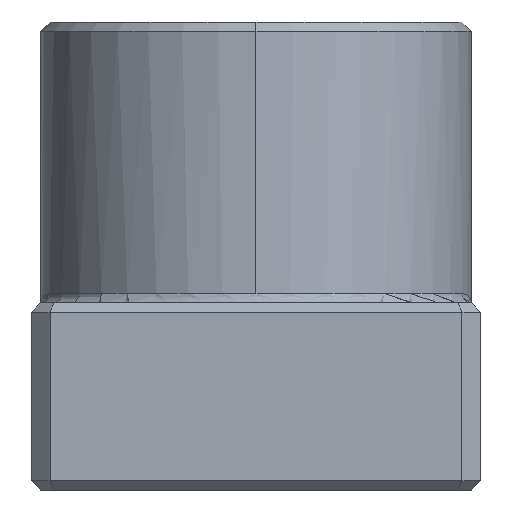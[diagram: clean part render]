
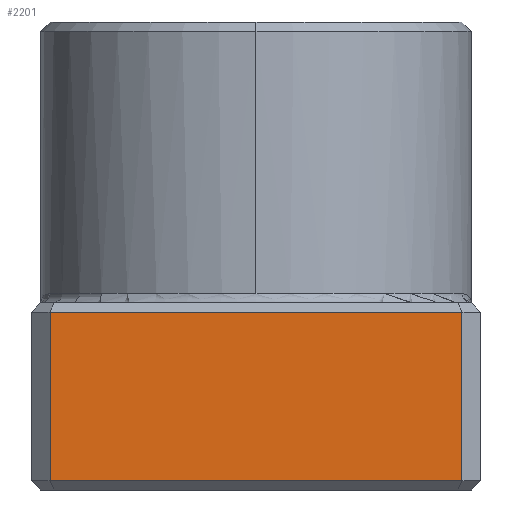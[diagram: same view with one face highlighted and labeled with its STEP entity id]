
A CAD part, left-side view. The second image highlights one B-rep face of the part: STEP entity #2201.
In plain terms, the highlighted planar face has unit normal (-1, 0, 0).
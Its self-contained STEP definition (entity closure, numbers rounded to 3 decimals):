
#77 = DIRECTION ( 'NONE',  ( 1., 0., 0. ) ) ;
#301 = CARTESIAN_POINT ( 'NONE',  ( -42., -22., 19. ) ) ;
#330 = CARTESIAN_POINT ( 'NONE',  ( -42., 22., 1. ) ) ;
#555 = VERTEX_POINT ( 'NONE', #330 ) ;
#680 = VERTEX_POINT ( 'NONE', #2959 ) ;
#737 = EDGE_CURVE ( 'NONE', #680, #555, #2344, .T. ) ;
#817 = ORIENTED_EDGE ( 'NONE', *, *, #886, .T. ) ;
#844 = CARTESIAN_POINT ( 'NONE',  ( -42., -22., 20. ) ) ;
#885 = ORIENTED_EDGE ( 'NONE', *, *, #1025, .F. ) ;
#886 = EDGE_CURVE ( 'NONE', #555, #1020, #2594, .T. ) ;
#981 = LINE ( 'NONE', #844, #2158 ) ;
#1020 = VERTEX_POINT ( 'NONE', #1785 ) ;
#1025 = EDGE_CURVE ( 'NONE', #2271, #1020, #981, .T. ) ;
#1127 = CARTESIAN_POINT ( 'NONE',  ( -42., 22., 1. ) ) ;
#1155 = EDGE_CURVE ( 'NONE', #2271, #680, #2957, .T. ) ;
#1235 = DIRECTION ( 'NONE',  ( 0., 1., 0. ) ) ;
#1236 = VECTOR ( 'NONE', #2559, 1000. ) ;
#1363 = DIRECTION ( 'NONE',  ( 0., -1., 0. ) ) ;
#1482 = CARTESIAN_POINT ( 'NONE',  ( -42., 22., 19. ) ) ;
#1707 = DIRECTION ( 'NONE',  ( 0., 0., -1. ) ) ;
#1768 = CARTESIAN_POINT ( 'NONE',  ( -42., 22., 20. ) ) ;
#1785 = CARTESIAN_POINT ( 'NONE',  ( -42., -22., 1. ) ) ;
#1825 = FACE_OUTER_BOUND ( 'NONE', #2660, .T. ) ;
#1832 = AXIS2_PLACEMENT_3D ( 'NONE', #2640, #77, #1707 ) ;
#1895 = VECTOR ( 'NONE', #1363, 1000. ) ;
#1997 = ORIENTED_EDGE ( 'NONE', *, *, #737, .T. ) ;
#1998 = ORIENTED_EDGE ( 'NONE', *, *, #1155, .T. ) ;
#2158 = VECTOR ( 'NONE', #2698, 1000. ) ;
#2173 = PLANE ( 'NONE',  #1832 ) ;
#2201 = ADVANCED_FACE ( 'NONE', ( #1825 ), #2173, .F. ) ;
#2271 = VERTEX_POINT ( 'NONE', #301 ) ;
#2340 = VECTOR ( 'NONE', #1235, 1000. ) ;
#2344 = LINE ( 'NONE', #1768, #1236 ) ;
#2559 = DIRECTION ( 'NONE',  ( 0., 0., -1. ) ) ;
#2594 = LINE ( 'NONE', #1127, #1895 ) ;
#2640 = CARTESIAN_POINT ( 'NONE',  ( -42., 22., 20. ) ) ;
#2660 = EDGE_LOOP ( 'NONE', ( #1997, #817, #885, #1998 ) ) ;
#2698 = DIRECTION ( 'NONE',  ( 0., 0., -1. ) ) ;
#2957 = LINE ( 'NONE', #1482, #2340 ) ;
#2959 = CARTESIAN_POINT ( 'NONE',  ( -42., 22., 19. ) ) ;
